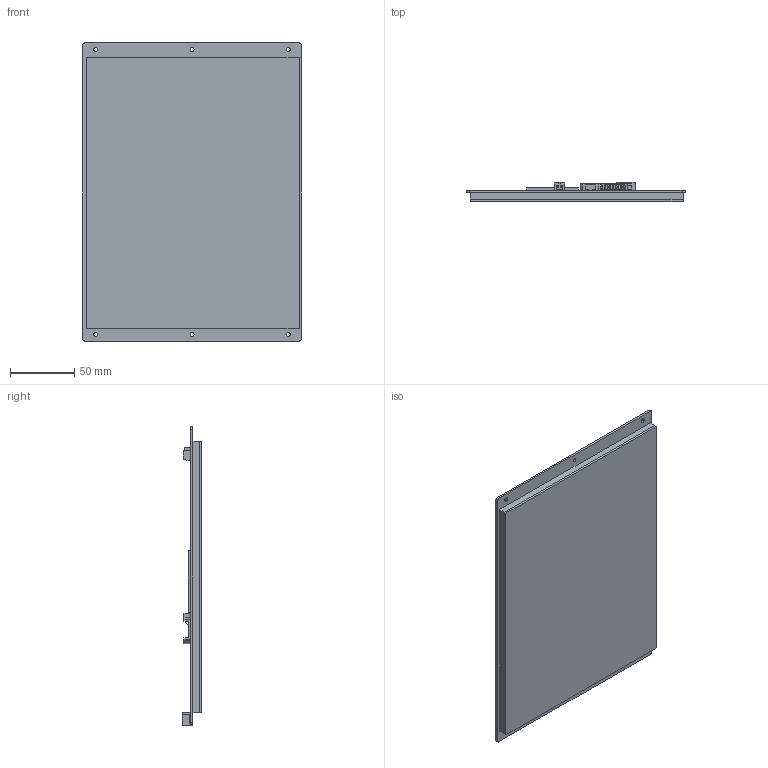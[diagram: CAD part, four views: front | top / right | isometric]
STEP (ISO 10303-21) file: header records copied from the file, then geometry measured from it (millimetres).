
FILE_DESCRIPTION(/* description */ (''),/* implementation_level */ '2;1');
FILE_NAME(/* name */ 'Display P10768V97I_T30.stp',/* time_stamp */ '2019-11-21T10:37:32-03:00',/* author */ ('Reservaa'),/* organization */ (''),/* preprocessor_version */ 'ST-DEVELOPER v17',/* originating_system */ 'Autodesk Inventor 2019',/* authorisation */ '');
FILE_SCHEMA (('AUTOMOTIVE_DESIGN { 1 0 10303 214 3 1 1 }'));
Length unit declared in the file: millimetre
Products named in the file (12): Display P10768V97I_T30; Placa; Tela; Vidro da tela; Processador 7.0; 60488; 60488_01; 60488_02; 60488_03; Componente de Audio TERMINAR; 8cm de largura; USB connector menor
Assembly tree (11 placements, depth 3):
  Display P10768V97I_T30
    Placa
    Tela
    Vidro da tela
    Processador 7.0
    60488
      60488_01
      60488_02
      60488_03
    Componente de Audio TERMINAR
    8cm de largura
    USB connector menor
Bounding box: 170.7 x 15 x 232.4 mm (x, y, z)
Volume: 292822.2 mm3; surface area: 234736.4 mm2
Topology: 15 solids, 15 shells, 541 faces, 1378 edges, 874 vertices
Faces by surface type: plane 469, cylinder 68, bspline 4
Full cylindrical faces by diameter (mm): 3.2 x6
Entity records: 17067 total; most frequent: CARTESIAN_POINT 3154, ORIENTED_EDGE 2756, DIRECTION 2650, EDGE_CURVE 1378, LINE 1210, VECTOR 1210, VERTEX_POINT 874, AXIS2_PLACEMENT_3D 720
